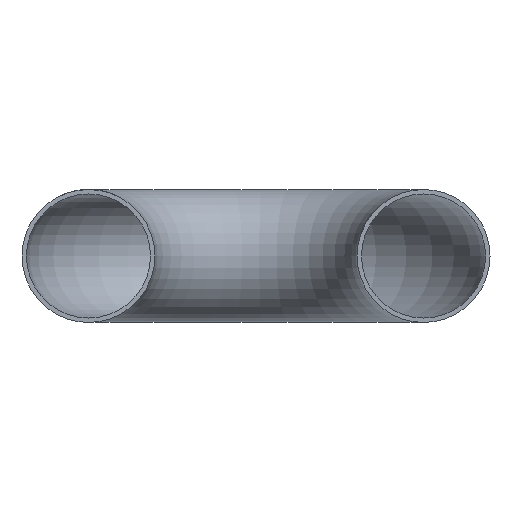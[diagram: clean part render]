
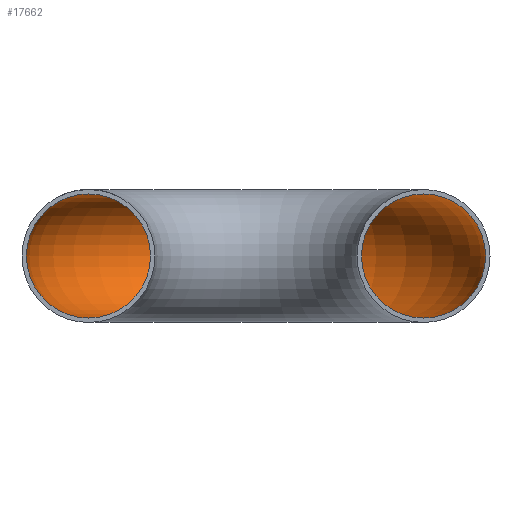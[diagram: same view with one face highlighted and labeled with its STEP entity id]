
A CAD part, front view. The second image highlights one B-rep face of the part: STEP entity #17662.
In plain terms, the highlighted toroidal (fillet/blend) face has major radius 76 mm and minor radius 28.15 mm.
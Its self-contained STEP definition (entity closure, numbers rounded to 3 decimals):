
#655 = CIRCLE ( 'NONE', #2593, 28.15 ) ;
#708 = EDGE_LOOP ( 'NONE', ( #14150 ) ) ;
#1007 = EDGE_CURVE ( 'NONE', #1959, #1959, #18036, .T. ) ;
#1959 = VERTEX_POINT ( 'NONE', #10883 ) ;
#2199 = TOROIDAL_SURFACE ( 'NONE', #7057, 76., 28.15 ) ;
#2593 = AXIS2_PLACEMENT_3D ( 'NONE', #12473, #10839, #18976 ) ;
#3025 = FACE_OUTER_BOUND ( 'NONE', #19066, .T. ) ;
#3124 = CARTESIAN_POINT ( 'NONE',  ( 0., 0., 0. ) ) ;
#3171 = CARTESIAN_POINT ( 'NONE',  ( -76., 0., 28.15 ) ) ;
#3712 = DIRECTION ( 'NONE',  ( 1., 0., 0. ) ) ;
#4841 = FACE_OUTER_BOUND ( 'NONE', #708, .T. ) ;
#5340 = CARTESIAN_POINT ( 'NONE',  ( 76., 0., 0. ) ) ;
#7057 = AXIS2_PLACEMENT_3D ( 'NONE', #3124, #20086, #9511 ) ;
#9511 = DIRECTION ( 'NONE',  ( -1., 0., 0. ) ) ;
#9699 = DIRECTION ( 'NONE',  ( 0., -1., 0. ) ) ;
#10839 = DIRECTION ( 'NONE',  ( 0., 1., 0. ) ) ;
#10883 = CARTESIAN_POINT ( 'NONE',  ( 104.15, 0., 0. ) ) ;
#12473 = CARTESIAN_POINT ( 'NONE',  ( -76., 0., 0. ) ) ;
#14150 = ORIENTED_EDGE ( 'NONE', *, *, #15526, .F. ) ;
#14311 = ORIENTED_EDGE ( 'NONE', *, *, #1007, .T. ) ;
#15526 = EDGE_CURVE ( 'NONE', #17099, #17099, #655, .T. ) ;
#17099 = VERTEX_POINT ( 'NONE', #3171 ) ;
#17390 = AXIS2_PLACEMENT_3D ( 'NONE', #5340, #9699, #3712 ) ;
#17662 = ADVANCED_FACE ( 'NONE', ( #3025, #4841 ), #2199, .F. ) ;
#18036 = CIRCLE ( 'NONE', #17390, 28.15 ) ;
#18976 = DIRECTION ( 'NONE',  ( 0., 0., 1. ) ) ;
#19066 = EDGE_LOOP ( 'NONE', ( #14311 ) ) ;
#20086 = DIRECTION ( 'NONE',  ( 0., 0., -1. ) ) ;
